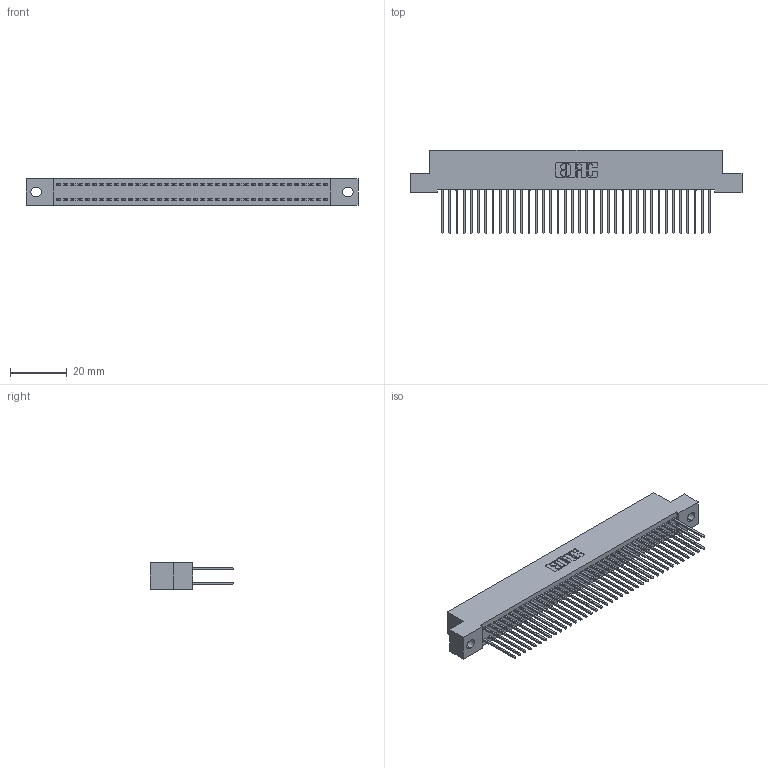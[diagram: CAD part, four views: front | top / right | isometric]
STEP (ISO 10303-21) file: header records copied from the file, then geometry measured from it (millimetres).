
FILE_DESCRIPTION (( 'STEP AP203' ), '1' );
FILE_NAME ('342-076-540-202.STEP', '2019-10-04T10:42:05', ( '' ), ( '' ), 'SwSTEP 2.0', 'SolidWorks 2016', '' );
FILE_SCHEMA (( 'CONFIG_CONTROL_DESIGN' ));
Length unit declared in the file: inch
Products named in the file (3): 342 Part_.128 Slot; 345-292-001_345-293-140; 342-076-540-202
Assembly tree (77 placements, depth 2):
  342-076-540-202
    342 Part_.128 Slot
    345-292-001_345-293-140  x76
Bounding box: 116.84 x 29.47 x 9.4 mm (x, y, z)
Volume: 10715.1 mm3; surface area: 18383.2 mm2
Topology: 77 solids, 77 shells, 4066 faces, 12091 edges, 7958 vertices
Faces by surface type: plane 2806, cylinder 1260
Entity records: 24985 total; most frequent: CARTESIAN_POINT 4146, ORIENTED_EDGE 4082, DIRECTION 3549, EDGE_CURVE 2041, VECTOR 1913, LINE 1913, VERTEX_POINT 1358, AXIS2_PLACEMENT_3D 818
